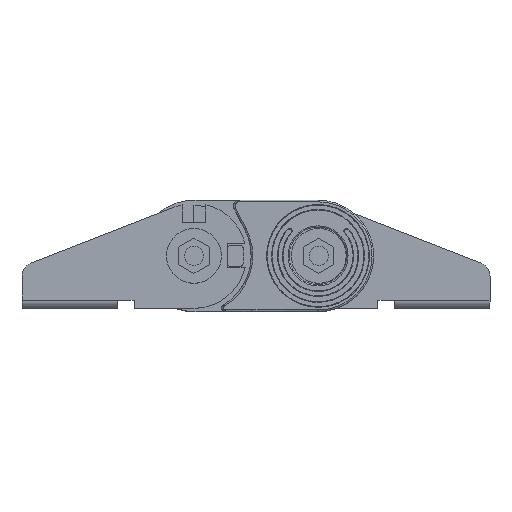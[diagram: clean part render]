
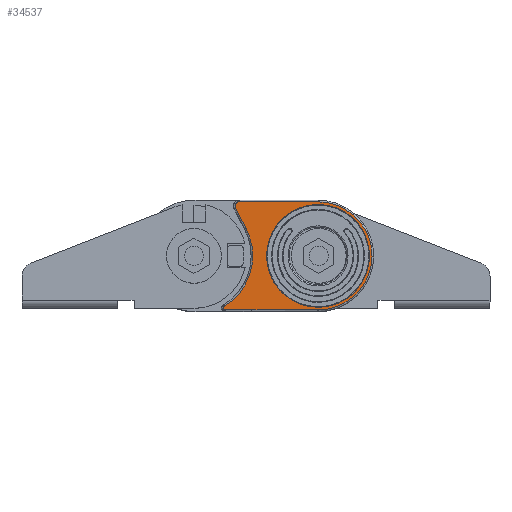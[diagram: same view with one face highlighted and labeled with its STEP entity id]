
A CAD part, top view. The second image highlights one B-rep face of the part: STEP entity #34537.
In plain terms, the highlighted planar face has unit normal (0, 0, 1).
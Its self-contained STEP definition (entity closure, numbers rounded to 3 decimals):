
#437 = VERTEX_POINT ( 'NONE', #49657 ) ;
#835 = VERTEX_POINT ( 'NONE', #4502 ) ;
#1783 = EDGE_CURVE ( 'NONE', #46595, #44981, #36890, .T. ) ;
#1849 = DIRECTION ( 'NONE',  ( -1., 0., 0. ) ) ;
#2363 = CARTESIAN_POINT ( 'NONE',  ( -164.368, -0.056, 174.883 ) ) ;
#2789 = EDGE_CURVE ( 'NONE', #35663, #46652, #46359, .T. ) ;
#2945 = EDGE_CURVE ( 'NONE', #835, #38467, #32991, .T. ) ;
#3731 = EDGE_CURVE ( 'NONE', #437, #46595, #20517, .T. ) ;
#4502 = CARTESIAN_POINT ( 'NONE',  ( -170.972, -22.704, 174.883 ) ) ;
#4723 = EDGE_CURVE ( 'NONE', #38467, #19867, #34886, .T. ) ;
#5250 = CARTESIAN_POINT ( 'NONE',  ( -181.978, -22.724, 174.883 ) ) ;
#5616 = CARTESIAN_POINT ( 'NONE',  ( -174.038, -22.724, 174.883 ) ) ;
#6039 = CARTESIAN_POINT ( 'NONE',  ( -142.864, -22.706, 174.883 ) ) ;
#6104 = CARTESIAN_POINT ( 'NONE',  ( -176.361, 22.591, 174.883 ) ) ;
#6519 = ORIENTED_EDGE ( 'NONE', *, *, #12485, .T. ) ;
#7132 = ORIENTED_EDGE ( 'NONE', *, *, #2945, .T. ) ;
#7698 = ORIENTED_EDGE ( 'NONE', *, *, #4723, .T. ) ;
#8218 = LINE ( 'NONE', #24396, #52176 ) ;
#8820 = CARTESIAN_POINT ( 'NONE',  ( -182.502, -22.117, 174.883 ) ) ;
#9359 = FACE_OUTER_BOUND ( 'NONE', #27667, .T. ) ;
#9743 = AXIS2_PLACEMENT_3D ( 'NONE', #48593, #44874, #40598 ) ;
#9953 = VECTOR ( 'NONE', #30529, 1000. ) ;
#11384 = DIRECTION ( 'NONE',  ( -1., 0., 0. ) ) ;
#11786 = CARTESIAN_POINT ( 'NONE',  ( -143.079, -22.704, 174.883 ) ) ;
#12317 = EDGE_CURVE ( 'NONE', #36635, #835, #8218, .T. ) ;
#12485 = EDGE_CURVE ( 'NONE', #33858, #14823, #38667, .T. ) ;
#14823 = VERTEX_POINT ( 'NONE', #36802 ) ;
#15873 = CARTESIAN_POINT ( 'NONE',  ( -142.971, -22.705, 174.883 ) ) ;
#16247 = ORIENTED_EDGE ( 'NONE', *, *, #12317, .T. ) ;
#17179 = ORIENTED_EDGE ( 'NONE', *, *, #1783, .T. ) ;
#17196 = CARTESIAN_POINT ( 'NONE',  ( -182.334, -21.332, 174.883 ) ) ;
#17902 = DIRECTION ( 'NONE',  ( 1., 0., 0. ) ) ;
#19434 = DIRECTION ( 'NONE',  ( -1., 0., 0. ) ) ;
#19473 = CARTESIAN_POINT ( 'NONE',  ( -142.864, -22.706, 174.883 ) ) ;
#19867 = VERTEX_POINT ( 'NONE', #6039 ) ;
#20056 = ORIENTED_EDGE ( 'NONE', *, *, #22497, .T. ) ;
#20473 = AXIS2_PLACEMENT_3D ( 'NONE', #23211, #36044, #19434 ) ;
#20517 =( BOUNDED_CURVE ( )  B_SPLINE_CURVE ( 3, ( #6104, #47248, #51154, #35025 ),
 .UNSPECIFIED., .F., .F. ) 
 B_SPLINE_CURVE_WITH_KNOTS ( ( 4, 4 ),
 ( 2.441, 4.166 ),
 .UNSPECIFIED. ) 
 CURVE ( )  GEOMETRIC_REPRESENTATION_ITEM ( )  RATIONAL_B_SPLINE_CURVE ( ( 1., 0.767, 0.767, 1. ) ) 
 REPRESENTATION_ITEM ( '' )  );
#20589 = DIRECTION ( 'NONE',  ( 0., 0., -1. ) ) ;
#21306 = DIRECTION ( 'NONE',  ( 1., 0., 0. ) ) ;
#21308 = CARTESIAN_POINT ( 'NONE',  ( -182.219, -21.209, 174.883 ) ) ;
#21492 = CARTESIAN_POINT ( 'NONE',  ( -182.447, -22.277, 174.883 ) ) ;
#21634 = CARTESIAN_POINT ( 'NONE',  ( -173.193, 11.676, 174.883 ) ) ;
#21733 = DIRECTION ( 'NONE',  ( 0.46, -0.888, 0. ) ) ;
#22142 = VECTOR ( 'NONE', #17902, 1000. ) ;
#22497 = EDGE_CURVE ( 'NONE', #46652, #35663, #40966, .T. ) ;
#22705 = CARTESIAN_POINT ( 'NONE',  ( -177.451, 19.9, 174.883 ) ) ;
#22741 = ORIENTED_EDGE ( 'NONE', *, *, #38429, .T. ) ;
#23211 = CARTESIAN_POINT ( 'NONE',  ( -142.865, -0.056, 174.883 ) ) ;
#24229 = ORIENTED_EDGE ( 'NONE', *, *, #29592, .T. ) ;
#24313 = LINE ( 'NONE', #5616, #24925 ) ;
#24396 = CARTESIAN_POINT ( 'NONE',  ( -170.883, -23.494, 174.883 ) ) ;
#24925 = VECTOR ( 'NONE', #21306, 1000. ) ;
#24929 = CARTESIAN_POINT ( 'NONE',  ( -182.078, -21.124, 174.883 ) ) ;
#25296 = LINE ( 'NONE', #47208, #9953 ) ;
#25668 = CARTESIAN_POINT ( 'NONE',  ( -121.361, -0.056, 174.883 ) ) ;
#25946 = DIRECTION ( 'NONE',  ( 0., 0., -1. ) ) ;
#26065 = AXIS2_PLACEMENT_3D ( 'NONE', #44039, #36043, #11384 ) ;
#27667 = EDGE_LOOP ( 'NONE', ( #40884, #39326, #17179, #24229, #6519, #22741, #16247, #7132, #7698, #28793 ) ) ;
#28793 = ORIENTED_EDGE ( 'NONE', *, *, #32095, .T. ) ;
#29525 = CARTESIAN_POINT ( 'NONE',  ( -182.522, -21.789, 174.883 ) ) ;
#29592 = EDGE_CURVE ( 'NONE', #44981, #33858, #30910, .T. ) ;
#29716 = CARTESIAN_POINT ( 'NONE',  ( -182.131, -22.655, 174.883 ) ) ;
#30027 = CIRCLE ( 'NONE', #20473, 22.65 ) ;
#30529 = DIRECTION ( 'NONE',  ( -1., 0., 0. ) ) ;
#30910 = CIRCLE ( 'NONE', #9743, 24.645 ) ;
#32095 = EDGE_CURVE ( 'NONE', #19867, #41047, #30027, .T. ) ;
#32991 = LINE ( 'NONE', #34152, #22142 ) ;
#33483 = CARTESIAN_POINT ( 'NONE',  ( -170.97, -22.724, 174.883 ) ) ;
#33858 = VERTEX_POINT ( 'NONE', #24929 ) ;
#34152 = CARTESIAN_POINT ( 'NONE',  ( -185.427, -22.704, 174.883 ) ) ;
#34537 = ADVANCED_FACE ( 'NONE', ( #9359, #51433 ), #48264, .T. ) ;
#34886 = B_SPLINE_CURVE_WITH_KNOTS ( 'NONE', 3,
 ( #44081, #11786, #15873, #19473 ),
 .UNSPECIFIED., .F., .F.,
 ( 4, 4 ),
 ( 0., 0. ),
 .UNSPECIFIED. ) ;
#35025 = CARTESIAN_POINT ( 'NONE',  ( -177.451, 19.9, 174.883 ) ) ;
#35663 = VERTEX_POINT ( 'NONE', #25668 ) ;
#36043 = DIRECTION ( 'NONE',  ( 0., 0., 1. ) ) ;
#36044 = DIRECTION ( 'NONE',  ( 0., 0., 1. ) ) ;
#36635 = VERTEX_POINT ( 'NONE', #33483 ) ;
#36802 = CARTESIAN_POINT ( 'NONE',  ( -181.978, -22.724, 174.883 ) ) ;
#36890 = LINE ( 'NONE', #41520, #38829 ) ;
#37569 = CARTESIAN_POINT ( 'NONE',  ( -182.078, -21.124, 174.883 ) ) ;
#37743 = CARTESIAN_POINT ( 'NONE',  ( -182.487, -21.623, 174.883 ) ) ;
#37864 = AXIS2_PLACEMENT_3D ( 'NONE', #45018, #20589, #49072 ) ;
#38429 = EDGE_CURVE ( 'NONE', #14823, #36635, #24313, .T. ) ;
#38467 = VERTEX_POINT ( 'NONE', #49608 ) ;
#38667 = B_SPLINE_CURVE_WITH_KNOTS ( 'NONE', 3,
 ( #37569, #21308, #17196, #37743, #29525, #8820, #21492, #49968, #29716, #5250 ),
 .UNSPECIFIED., .F., .F.,
 ( 4, 2, 2, 2, 4 ),
 ( 0., 0.25, 0.5, 0.75, 1. ),
 .UNSPECIFIED. ) ;
#38829 = VECTOR ( 'NONE', #21733, 1000. ) ;
#39326 = ORIENTED_EDGE ( 'NONE', *, *, #3731, .T. ) ;
#40598 = DIRECTION ( 'NONE',  ( -1., 0., 0. ) ) ;
#40884 = ORIENTED_EDGE ( 'NONE', *, *, #41597, .T. ) ;
#40966 = CIRCLE ( 'NONE', #48707, 21.503 ) ;
#41047 = VERTEX_POINT ( 'NONE', #51177 ) ;
#41520 = CARTESIAN_POINT ( 'NONE',  ( -159.445, -14.876, 174.883 ) ) ;
#41597 = EDGE_CURVE ( 'NONE', #41047, #437, #25296, .T. ) ;
#42955 = ORIENTED_EDGE ( 'NONE', *, *, #2789, .T. ) ;
#44039 = CARTESIAN_POINT ( 'NONE',  ( -185.427, -28.169, 174.883 ) ) ;
#44081 = CARTESIAN_POINT ( 'NONE',  ( -143.187, -22.704, 174.883 ) ) ;
#44874 = DIRECTION ( 'NONE',  ( 0., 0., -1. ) ) ;
#44981 = VERTEX_POINT ( 'NONE', #21634 ) ;
#45018 = CARTESIAN_POINT ( 'NONE',  ( -142.865, -0.056, 174.883 ) ) ;
#45045 = DIRECTION ( 'NONE',  ( -0.112, 0.994, 0. ) ) ;
#46359 = CIRCLE ( 'NONE', #37864, 21.503 ) ;
#46595 = VERTEX_POINT ( 'NONE', #22705 ) ;
#46652 = VERTEX_POINT ( 'NONE', #2363 ) ;
#47208 = CARTESIAN_POINT ( 'NONE',  ( -186.433, 22.591, 174.883 ) ) ;
#47248 = CARTESIAN_POINT ( 'NONE',  ( -177.558, 22.19, 174.883 ) ) ;
#48264 = PLANE ( 'NONE',  #26065 ) ;
#48593 = CARTESIAN_POINT ( 'NONE',  ( -194.867, -0.056, 174.883 ) ) ;
#48707 = AXIS2_PLACEMENT_3D ( 'NONE', #50275, #25946, #1849 ) ;
#49072 = DIRECTION ( 'NONE',  ( -1., 0., 0. ) ) ;
#49608 = CARTESIAN_POINT ( 'NONE',  ( -143.187, -22.704, 174.883 ) ) ;
#49657 = CARTESIAN_POINT ( 'NONE',  ( -176.361, 22.591, 174.883 ) ) ;
#49895 = EDGE_LOOP ( 'NONE', ( #20056, #42955 ) ) ;
#49968 = CARTESIAN_POINT ( 'NONE',  ( -182.26, -22.547, 174.883 ) ) ;
#50275 = CARTESIAN_POINT ( 'NONE',  ( -142.865, -0.056, 174.883 ) ) ;
#51154 = CARTESIAN_POINT ( 'NONE',  ( -178.032, 21.021, 174.883 ) ) ;
#51177 = CARTESIAN_POINT ( 'NONE',  ( -142.505, 22.591, 174.883 ) ) ;
#51433 = FACE_BOUND ( 'NONE', #49895, .T. ) ;
#52176 = VECTOR ( 'NONE', #45045, 1000. ) ;
